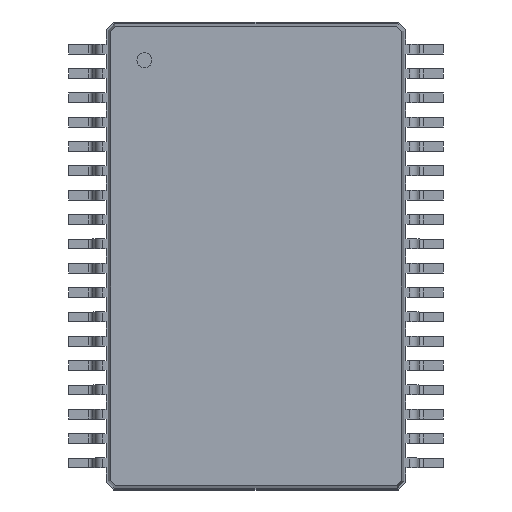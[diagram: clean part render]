
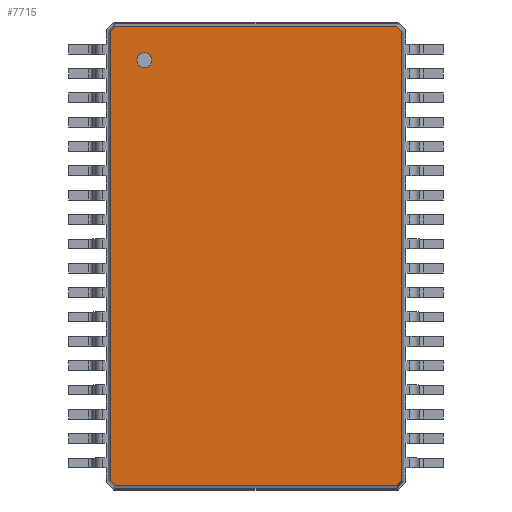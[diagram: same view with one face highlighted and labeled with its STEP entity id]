
A CAD part, top view. The second image highlights one B-rep face of the part: STEP entity #7715.
In plain terms, the highlighted planar face has unit normal (0, 0, 1).
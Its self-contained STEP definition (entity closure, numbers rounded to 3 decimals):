
#27=VECTOR('',#28,1.);
#28=DIRECTION('',(1.,0.,0.));
#51=VECTOR('',#52,1.);
#52=DIRECTION('',(0.707,-0.707,0.));
#58=VECTOR('',#59,1.);
#59=DIRECTION('',(0.,-1.,0.));
#65=VECTOR('',#66,1.);
#66=DIRECTION('',(-0.707,-0.707,0.));
#72=VECTOR('',#73,1.);
#73=DIRECTION('',(-1.,0.,0.));
#79=VECTOR('',#80,1.);
#80=DIRECTION('',(-0.707,0.707,0.));
#86=VECTOR('',#87,1.);
#87=DIRECTION('',(0.,1.,0.));
#91=VECTOR('',#92,1.);
#92=DIRECTION('',(0.707,0.707,0.));
#95=DIRECTION('',(0.,0.,-1.));
#2220=VERTEX_POINT('',#2221);
#2221=CARTESIAN_POINT('',(-3.879,5.989,1.2));
#2224=EDGE_CURVE('',#2225,#2220,#2227,.T.);
#2225=VERTEX_POINT('',#2226);
#2226=CARTESIAN_POINT('',(-3.879,-5.989,1.2));
#2227=LINE('',#2226,#86);
#2238=VERTEX_POINT('',#2239);
#2239=CARTESIAN_POINT('',(-3.739,6.129,1.2));
#2242=EDGE_CURVE('',#2220,#2238,#2243,.T.);
#2243=LINE('',#2221,#91);
#2252=VERTEX_POINT('',#2253);
#2253=CARTESIAN_POINT('',(3.739,6.129,1.2));
#2256=EDGE_CURVE('',#2238,#2252,#2257,.T.);
#2257=LINE('',#2239,#27);
#2266=VERTEX_POINT('',#2267);
#2267=CARTESIAN_POINT('',(3.879,5.989,1.2));
#2270=EDGE_CURVE('',#2252,#2266,#2271,.T.);
#2271=LINE('',#2253,#51);
#2424=VERTEX_POINT('',#2425);
#2425=CARTESIAN_POINT('',(3.879,-5.989,1.2));
#2428=EDGE_CURVE('',#2266,#2424,#2429,.T.);
#2429=LINE('',#2267,#58);
#7715=ADVANCED_FACE('',(#7716,#7736),#7746,.F.);
#7716=FACE_BOUND('',#7717,.F.);
#7717=EDGE_LOOP('',(#7718,#7719,#7720,#7721,#7726,#7731,#7734,#7735));
#7718=ORIENTED_EDGE('',*,*,#2256,.T.);
#7719=ORIENTED_EDGE('',*,*,#2270,.T.);
#7720=ORIENTED_EDGE('',*,*,#2428,.T.);
#7721=ORIENTED_EDGE('',*,*,#7722,.T.);
#7722=EDGE_CURVE('',#2424,#7723,#7725,.T.);
#7723=VERTEX_POINT('',#7724);
#7724=CARTESIAN_POINT('',(3.739,-6.129,1.2));
#7725=LINE('',#2425,#65);
#7726=ORIENTED_EDGE('',*,*,#7727,.T.);
#7727=EDGE_CURVE('',#7723,#7728,#7730,.T.);
#7728=VERTEX_POINT('',#7729);
#7729=CARTESIAN_POINT('',(-3.739,-6.129,1.2));
#7730=LINE('',#7724,#72);
#7731=ORIENTED_EDGE('',*,*,#7732,.T.);
#7732=EDGE_CURVE('',#7728,#2225,#7733,.T.);
#7733=LINE('',#7729,#79);
#7734=ORIENTED_EDGE('',*,*,#2224,.T.);
#7735=ORIENTED_EDGE('',*,*,#2242,.T.);
#7736=FACE_BOUND('',#7737,.F.);
#7737=EDGE_LOOP('',(#7738));
#7738=ORIENTED_EDGE('',*,*,#7739,.F.);
#7739=EDGE_CURVE('',#7740,#7740,#7742,.T.);
#7740=VERTEX_POINT('',#7741);
#7741=CARTESIAN_POINT('',(-2.979,5.029,1.2));
#7742=CIRCLE('',#7743,0.2);
#7743=AXIS2_PLACEMENT_3D('',#7744,#7745,#59);
#7744=CARTESIAN_POINT('',(-2.979,5.229,1.2));
#7745=DIRECTION('',(0.,-0.,-1.));
#7746=PLANE('',#7747);
#7747=AXIS2_PLACEMENT_3D('',#2239,#95,#7748);
#7748=DIRECTION('',(0.521,-0.854,0.));
